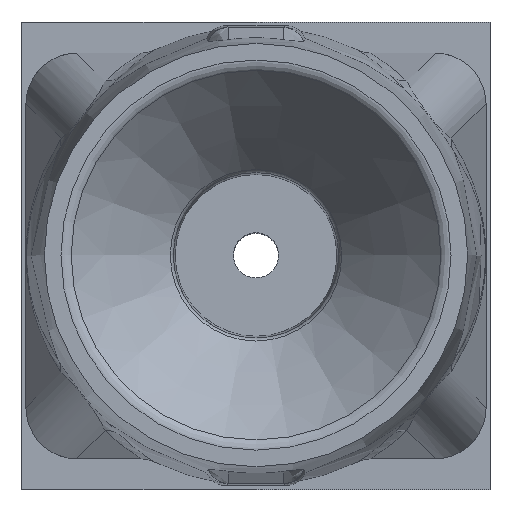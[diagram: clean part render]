
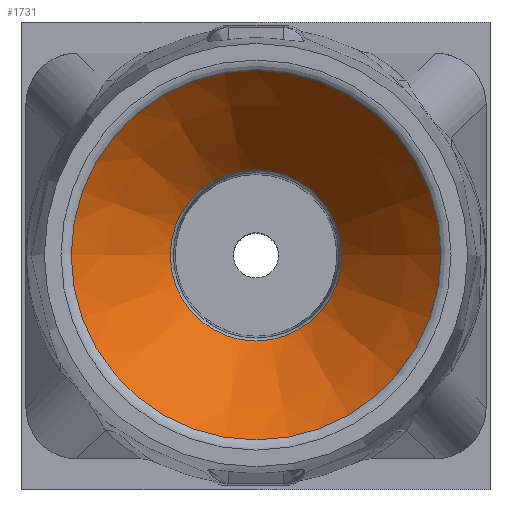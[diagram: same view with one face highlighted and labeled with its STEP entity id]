
A CAD part, top view. The second image highlights one B-rep face of the part: STEP entity #1731.
In plain terms, the highlighted conical face has half-angle 39.09 degrees and reference radius 1.307 mm.
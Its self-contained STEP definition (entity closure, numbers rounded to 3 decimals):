
#45=CONICAL_SURFACE('',#1912,1.307,0.682);
#241=LINE('',#2767,#346);
#346=VECTOR('',#2231,1.307);
#477=FACE_OUTER_BOUND('',#585,.T.);
#585=EDGE_LOOP('',(#1289,#1290,#1291,#1292));
#670=CIRCLE('',#1911,0.824);
#671=CIRCLE('',#1913,1.777);
#755=VERTEX_POINT('',#2762);
#756=VERTEX_POINT('',#2766);
#955=EDGE_CURVE('',#755,#755,#670,.T.);
#956=EDGE_CURVE('',#755,#756,#241,.T.);
#957=EDGE_CURVE('',#756,#756,#671,.T.);
#1289=ORIENTED_EDGE('',*,*,#955,.F.);
#1290=ORIENTED_EDGE('',*,*,#956,.T.);
#1291=ORIENTED_EDGE('',*,*,#957,.F.);
#1292=ORIENTED_EDGE('',*,*,#956,.F.);
#1731=ADVANCED_FACE('',(#477),#45,.F.);
#1911=AXIS2_PLACEMENT_3D('',#2764,#2227,#2228);
#1912=AXIS2_PLACEMENT_3D('',#2765,#2229,#2230);
#1913=AXIS2_PLACEMENT_3D('',#2768,#2232,#2233);
#2227=DIRECTION('center_axis',(0.,0.,
1.));
#2228=DIRECTION('ref_axis',(-1.,0.,0.));
#2229=DIRECTION('center_axis',(0.,0.,1.));
#2230=DIRECTION('ref_axis',(1.,0.,0.));
#2231=DIRECTION('',(-0.631,0.,0.776));
#2232=DIRECTION('center_axis',(0.,0.,
-1.));
#2233=DIRECTION('ref_axis',(-1.,0.,0.));
#2762=CARTESIAN_POINT('',(-0.824,0.,3.78));
#2764=CARTESIAN_POINT('Origin',(0.,0.,
3.78));
#2765=CARTESIAN_POINT('Origin',(0.,0.,4.375));
#2766=CARTESIAN_POINT('',(-1.777,0.,4.953));
#2767=CARTESIAN_POINT('',(-1.307,0.,4.375));
#2768=CARTESIAN_POINT('Origin',(0.,0.,
4.953));
